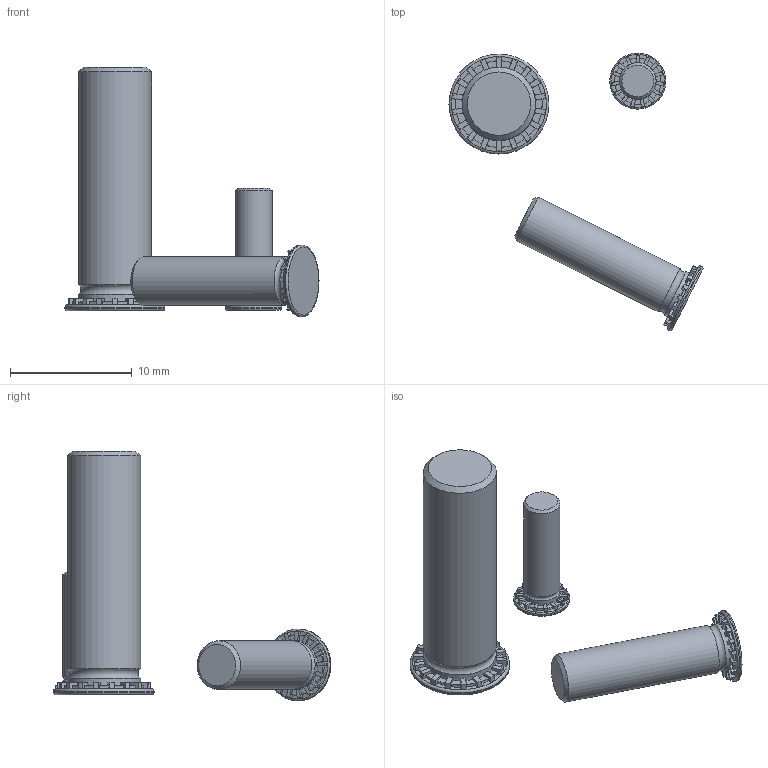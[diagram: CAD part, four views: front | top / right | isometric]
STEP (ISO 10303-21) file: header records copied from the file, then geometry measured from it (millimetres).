
FILE_DESCRIPTION(/* description */ (''),/* implementation_level */ '2;1');
FILE_NAME(/* name */ 'CCB_M.stp',/* time_stamp */ '2023-05-31T16:07:20+09:00',/* author */ ('user'),/* organization */ (''),/* preprocessor_version */ 'ST-DEVELOPER v15.6',/* originating_system */ 'Autodesk Inventor 2015',/* authorisation */ '');
FILE_SCHEMA (('AUTOMOTIVE_DESIGN { 1 0 10303 214 3 1 1 }'));
Length unit declared in the file: millimetre
Products named in the file (4): CCB-M3-10; CCB-M4-15; CCB-M6-20; 조립품3
Bounding box: 20.84 x 22.79 x 20.5 mm (x, y, z)
Volume: 848.9 mm3; surface area: 869 mm2
Topology: 3 solids, 3 shells, 330 faces, 951 edges, 630 vertices
Faces by surface type: plane 209, cylinder 59, cone 53, torus 9
Full cylindrical faces by diameter (mm): 3 x2, 4 x2, 4.6 x1, 5.9 x1, 6 x2, 8.2 x1
Entity records: 11051 total; most frequent: CARTESIAN_POINT 2085, DIRECTION 2022, ORIENTED_EDGE 1848, EDGE_CURVE 924, AXIS2_PLACEMENT_3D 861, VERTEX_POINT 624, EDGE_LOOP 354, FACE_OUTER_BOUND 330
